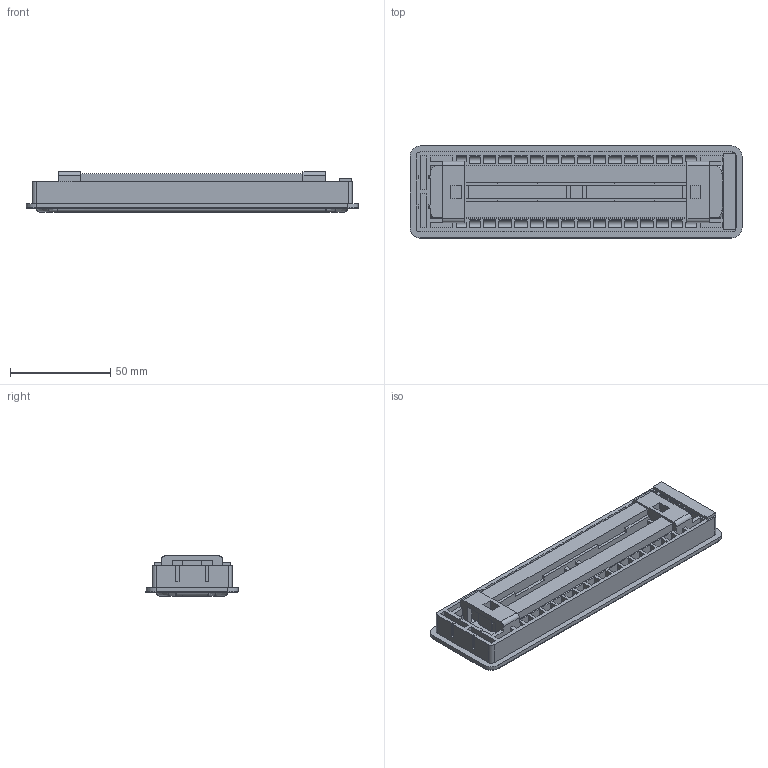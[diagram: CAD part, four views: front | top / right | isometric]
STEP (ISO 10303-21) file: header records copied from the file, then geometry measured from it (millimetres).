
FILE_DESCRIPTION (( 'STEP AP203' ), '1' );
FILE_NAME ('G500 Outline.stp', '2019-05-30T09:47:34', ( '' ), ( '' ), 'SwSTEP 2.0', 'SolidWorks 2018', '' );
FILE_SCHEMA (( 'CONFIG_CONTROL_DESIGN' ));
Length unit declared in the file: millimetre
Products named in the file (4): G500 Outline.stp; G500-HOUSING.stp; G500 Outline
Assembly tree (3 placements, depth 3):
  G500 Outline
    G500 Outline.stp
      G500 Outline.stp
      G500-HOUSING.stp
Bounding box: 166 x 46 x 20.2 mm (x, y, z)
Volume: 46800.5 mm3; surface area: 50843.9 mm2
Topology: 2 solids, 4 shells, 347 faces, 1115 edges, 738 vertices
Faces by surface type: plane 295, bspline 28, cylinder 24
Entity records: 14128 total; most frequent: CARTESIAN_POINT 3996, ORIENTED_EDGE 2226, DIRECTION 1715, EDGE_CURVE 1113, VECTOR 983, LINE 983, VERTEX_POINT 738, EDGE_LOOP 389
